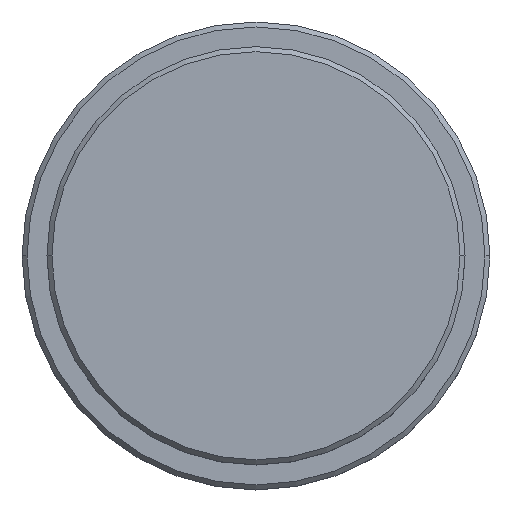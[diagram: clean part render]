
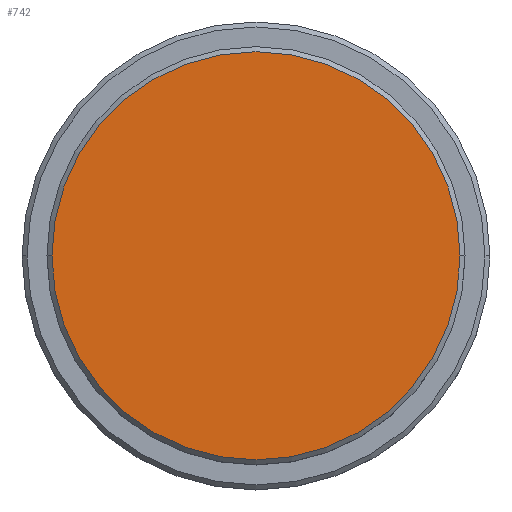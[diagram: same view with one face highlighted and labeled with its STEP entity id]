
A CAD part, top view. The second image highlights one B-rep face of the part: STEP entity #742.
In plain terms, the highlighted planar face has unit normal (0, 0, 1).
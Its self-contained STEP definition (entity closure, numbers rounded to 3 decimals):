
#23 = DIRECTION ( 'NONE',  ( 1., 0., 0. ) ) ;
#60 = CIRCLE ( 'NONE', #603, 20.5 ) ;
#161 = ORIENTED_EDGE ( 'NONE', *, *, #1097, .T. ) ;
#196 = DIRECTION ( 'NONE',  ( 1., 0., 0. ) ) ;
#249 = EDGE_LOOP ( 'NONE', ( #161, #637 ) ) ;
#342 = VERTEX_POINT ( 'NONE', #1144 ) ;
#582 = CIRCLE ( 'NONE', #1382, 20.5 ) ;
#587 = CARTESIAN_POINT ( 'NONE',  ( 0., 0., 0. ) ) ;
#603 = AXIS2_PLACEMENT_3D ( 'NONE', #652, #643, #196 ) ;
#637 = ORIENTED_EDGE ( 'NONE', *, *, #930, .T. ) ;
#643 = DIRECTION ( 'NONE',  ( 0., 0., 1. ) ) ;
#652 = CARTESIAN_POINT ( 'NONE',  ( 0., 0., 0. ) ) ;
#711 = VERTEX_POINT ( 'NONE', #1156 ) ;
#742 = ADVANCED_FACE ( 'NONE', ( #826 ), #1369, .T. ) ;
#768 = CARTESIAN_POINT ( 'NONE',  ( 0., 0., 0. ) ) ;
#826 = FACE_OUTER_BOUND ( 'NONE', #249, .T. ) ;
#930 = EDGE_CURVE ( 'NONE', #711, #342, #60, .T. ) ;
#992 = AXIS2_PLACEMENT_3D ( 'NONE', #587, #1263, #1046 ) ;
#1046 = DIRECTION ( 'NONE',  ( 1., 0., 0. ) ) ;
#1097 = EDGE_CURVE ( 'NONE', #342, #711, #582, .T. ) ;
#1109 = DIRECTION ( 'NONE',  ( 0., 0., 1. ) ) ;
#1144 = CARTESIAN_POINT ( 'NONE',  ( -20.5, 0., 0. ) ) ;
#1156 = CARTESIAN_POINT ( 'NONE',  ( 20.5, 0., 0. ) ) ;
#1263 = DIRECTION ( 'NONE',  ( 0., 0., 1. ) ) ;
#1369 = PLANE ( 'NONE',  #992 ) ;
#1382 = AXIS2_PLACEMENT_3D ( 'NONE', #768, #1109, #23 ) ;
